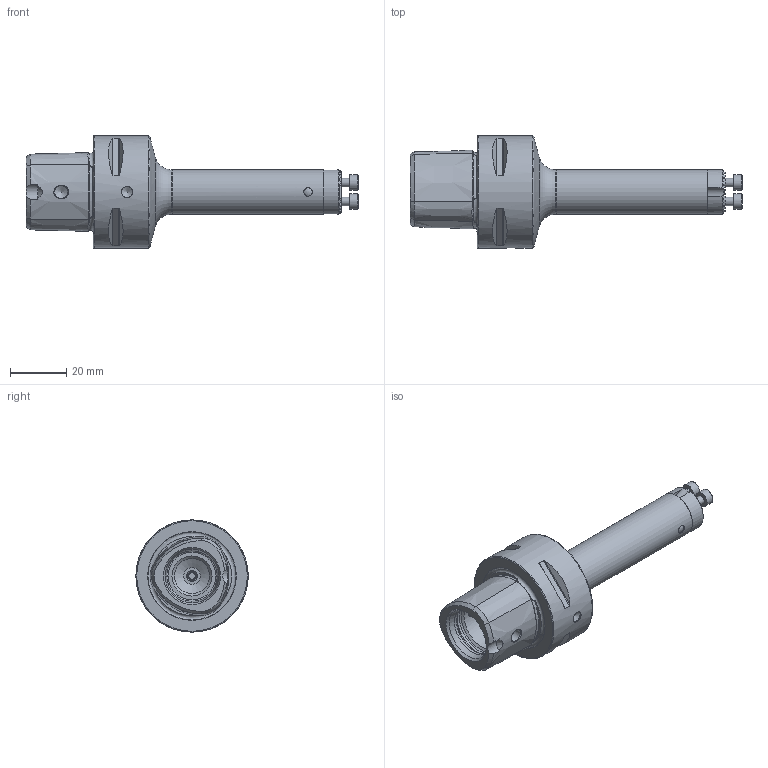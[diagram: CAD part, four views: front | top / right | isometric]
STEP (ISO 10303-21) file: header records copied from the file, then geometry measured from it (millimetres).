
FILE_DESCRIPTION (( 'STEP AP214' ), '1' );
FILE_NAME ('PS4.WK5.WD0.108.STEP', '2022-06-14T07:09:57', ( '' ), ( '' ), 'SwSTEP 2.0', 'SolidWorks 2017', '' );
FILE_SCHEMA (( 'AUTOMOTIVE_DESIGN' ));
Length unit declared in the file: millimetre
Products named in the file (13): DIN 3771 - 10x1.5; WD0-BG2.013.040; WD0-ER1.013.014_A; WD0-ER2.012.030_A; WD0-ER1.005.022_A; ISO 4762 - M3 x 10; DIN 6325_ø3 x 5_2x6; WD0-WK5.016.006_A; PS4-WD0.040.082_A_mit Stiftbohrung; DIN 3771 - 5x2.5; ISO 4026 - M3 x 3; DIN 3771 - 4x1; PS4.WK5.WD0.108
Assembly tree (19 placements, depth 3):
  PS4.WK5.WD0.108
    PS4-WD0.040.082_A_mit Stiftbohrung
    WD0-BG2.013.040
      WD0-ER1.013.014_A  x2
      WD0-ER1.005.022_A
      WD0-ER2.012.030_A
      DIN 3771 - 10x1.5  x2
      DIN 3771 - 5x2.5  x2
    WD0-WK5.016.006_A
    DIN 6325_ø3 x 5_2x6  x2
    DIN 3771 - 4x1
    ISO 4762 - M3 x 10  x3
    ISO 4026 - M3 x 3  x2
Bounding box: 118.3 x 40 x 40 mm (x, y, z)
Volume: 45077 mm3; surface area: 21111.1 mm2
Topology: 18 solids, 18 shells, 485 faces, 1182 edges, 736 vertices
Faces by surface type: plane 216, cone 111, cylinder 106, torus 48, sphere 4
Full cylindrical faces by diameter (mm): 2 x5, 2.5 x8, 3 x15, 3.3 x2, 4 x3, 4.5 x1, 4.6 x2, 5 x4, 5.4 x1, 5.5 x3, 6 x3, 10 x2, 10.8 x2, 12 x1, 12.5 x1, 13 x5, 13.2 x2, 16 x1, 18 x2, 20 x1, 40 x1
Entity records: 13427 total; most frequent: CARTESIAN_POINT 4526, ORIENTED_EDGE 1634, DIRECTION 1604, EDGE_CURVE 817, AXIS2_PLACEMENT_3D 685, VERTEX_POINT 581, EDGE_LOOP 544, FACE_OUTER_BOUND 453
